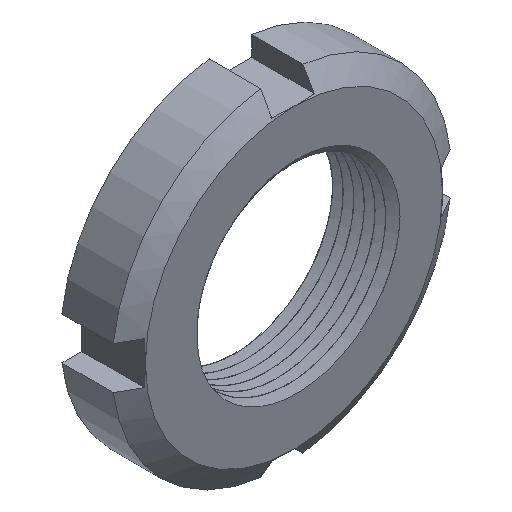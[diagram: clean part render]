
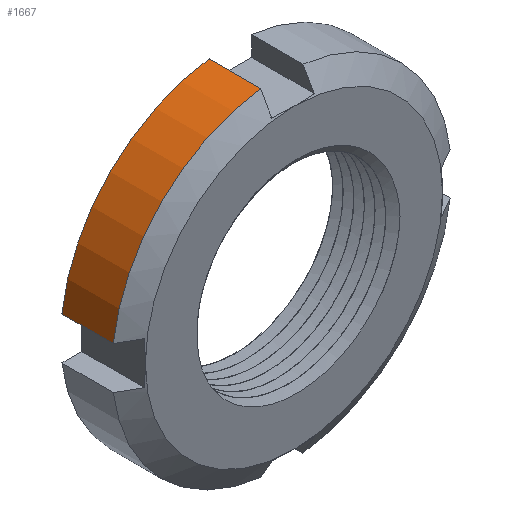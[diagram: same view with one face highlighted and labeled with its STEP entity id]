
A CAD part, isometric view. The second image highlights one B-rep face of the part: STEP entity #1667.
In plain terms, the highlighted cylindrical face has radius 16 mm (diameter 32 mm), a partial arc.
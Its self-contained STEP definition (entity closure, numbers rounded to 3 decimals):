
#17 = DIRECTION ( 'NONE',  ( 0., -1., 0. ) ) ;
#29 = EDGE_CURVE ( 'NONE', #1854, #2136, #1683, .T. ) ;
#79 = VERTEX_POINT ( 'NONE', #2005 ) ;
#82 = EDGE_LOOP ( 'NONE', ( #1890, #1992, #2015, #2090 ) ) ;
#155 = CARTESIAN_POINT ( 'NONE',  ( 0., 6., 0. ) ) ;
#169 = EDGE_CURVE ( 'NONE', #1827, #79, #1397, .T. ) ;
#198 = DIRECTION ( 'NONE',  ( 0., 0., -1. ) ) ;
#309 = DIRECTION ( 'NONE',  ( 0., -1., 0. ) ) ;
#385 = DIRECTION ( 'NONE',  ( 0., 0., -1. ) ) ;
#478 = LINE ( 'NONE', #710, #1412 ) ;
#507 = CARTESIAN_POINT ( 'NONE',  ( -2., 6., 15.875 ) ) ;
#618 = CARTESIAN_POINT ( 'NONE',  ( 0., 0., 0. ) ) ;
#694 = CYLINDRICAL_SURFACE ( 'NONE', #1486, 16. ) ;
#710 = CARTESIAN_POINT ( 'NONE',  ( -2., 0., 15.875 ) ) ;
#877 = AXIS2_PLACEMENT_3D ( 'NONE', #155, #1703, #198 ) ;
#898 = CARTESIAN_POINT ( 'NONE',  ( -15.875, 1.155, 2. ) ) ;
#991 = EDGE_CURVE ( 'NONE', #1854, #1827, #478, .T. ) ;
#1006 = DIRECTION ( 'NONE',  ( 0., -1., 0. ) ) ;
#1079 = FACE_OUTER_BOUND ( 'NONE', #82, .T. ) ;
#1226 = CARTESIAN_POINT ( 'NONE',  ( 0., 1.155, 0. ) ) ;
#1397 = CIRCLE ( 'NONE', #877, 16. ) ;
#1412 = VECTOR ( 'NONE', #1794, 1000. ) ;
#1486 = AXIS2_PLACEMENT_3D ( 'NONE', #618, #17, #1711 ) ;
#1667 = ADVANCED_FACE ( 'NONE', ( #1079 ), #694, .T. ) ;
#1683 = CIRCLE ( 'NONE', #1967, 16. ) ;
#1703 = DIRECTION ( 'NONE',  ( 0., -1., 0. ) ) ;
#1705 = LINE ( 'NONE', #2119, #2139 ) ;
#1711 = DIRECTION ( 'NONE',  ( 0., 0., -1. ) ) ;
#1776 = EDGE_CURVE ( 'NONE', #79, #2136, #1705, .T. ) ;
#1794 = DIRECTION ( 'NONE',  ( 0., 1., 0. ) ) ;
#1827 = VERTEX_POINT ( 'NONE', #507 ) ;
#1854 = VERTEX_POINT ( 'NONE', #1955 ) ;
#1890 = ORIENTED_EDGE ( 'NONE', *, *, #169, .T. ) ;
#1955 = CARTESIAN_POINT ( 'NONE',  ( -2., 1.155, 15.875 ) ) ;
#1967 = AXIS2_PLACEMENT_3D ( 'NONE', #1226, #309, #385 ) ;
#1992 = ORIENTED_EDGE ( 'NONE', *, *, #1776, .T. ) ;
#2005 = CARTESIAN_POINT ( 'NONE',  ( -15.875, 6., 2. ) ) ;
#2015 = ORIENTED_EDGE ( 'NONE', *, *, #29, .F. ) ;
#2090 = ORIENTED_EDGE ( 'NONE', *, *, #991, .T. ) ;
#2119 = CARTESIAN_POINT ( 'NONE',  ( -15.875, 0., 2. ) ) ;
#2136 = VERTEX_POINT ( 'NONE', #898 ) ;
#2139 = VECTOR ( 'NONE', #1006, 1000. ) ;
